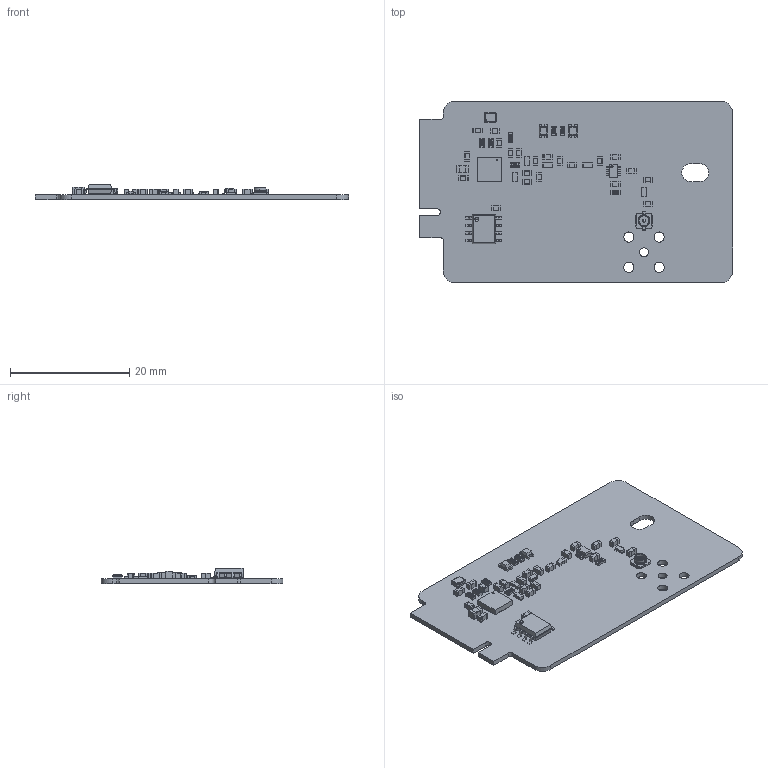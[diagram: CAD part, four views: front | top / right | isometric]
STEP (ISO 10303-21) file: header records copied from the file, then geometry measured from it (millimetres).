
FILE_DESCRIPTION(('Open CASCADE Model'),'2;1');
FILE_NAME('Open CASCADE Shape Model','2022-04-29T10:02:33',('Author'),( 'Open CASCADE'),'Open CASCADE STEP processor 6.8','Open CASCADE 6.8' ,'Unknown');
FILE_SCHEMA(('AUTOMOTIVE_DESIGN { 1 0 10303 214 1 1 1 1 }'));
Length unit declared in the file: millimetre
Products named in the file (58): PCB; Board; Open CASCADE STEP translator 6.8 1.1.1; XP1; User_Library-20279-001; VD2; LED-0805; VD1; R2; RES0603; R1; C1; cap0603; C3; C2; C7; C8; C11; C14; C19; C17; C10; C12; C20; C21; C9; C15; C13; C5; C6; C16; C18; C4; D1; SOIC-8-1; D2; QFN24_4X4_SEM; 5942961744; Extruded; D3 ...
Assembly tree (89 placements, depth 4):
  PCB
    Board
      Open CASCADE STEP translator 6.8 1.1.1
    XP1
      User_Library-20279-001
    VD2
      LED-0805
    VD1
      LED-0805
    R2
      RES0603
    R1
      RES0603
    C1
      cap0603
    C3
      cap0603
    C2
      cap0603
    C7
      cap0603
    C8
      cap0603
    C11
      cap0603
    C14
      cap0603
    C19
      cap0603
    C17
      cap0603
    C10
      cap0603
    C12
      cap0603
    C20
      cap0603
    C21
      cap0603
    C9
      cap0603
    C15
      cap0603
    C13
      cap0603
    C5
      cap0603
    C6
      cap0603
    C16
      cap0603
    C18
      cap0603
    C4
      cap0603
    D1
      SOIC-8-1
    D2
      QFN24_4X4_SEM
      5942961744
Bounding box: 52.5 x 30.5 x 2.57 mm (x, y, z)
Volume: 1344.5 mm3; surface area: 3721.6 mm2
Topology: 91 solids, 97 shells, 3215 faces, 7767 edges, 4577 vertices
Faces by surface type: plane 1604, cylinder 1012, bspline 436, sphere 134, torus 23, cone 6
Full cylindrical faces by diameter (mm): 0.204 x1, 1.5 x1, 1.7 x4
Entity records: 36384 total; most frequent: CARTESIAN_POINT 8882, DIRECTION 4612, ORIENTED_EDGE 4514, EDGE_CURVE 2258, LINE 1652, VECTOR 1652, AXIS2_PLACEMENT_3D 1480, VERTEX_POINT 1421
